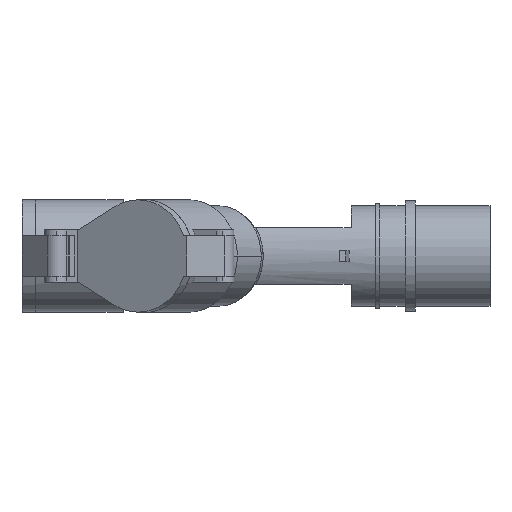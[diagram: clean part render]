
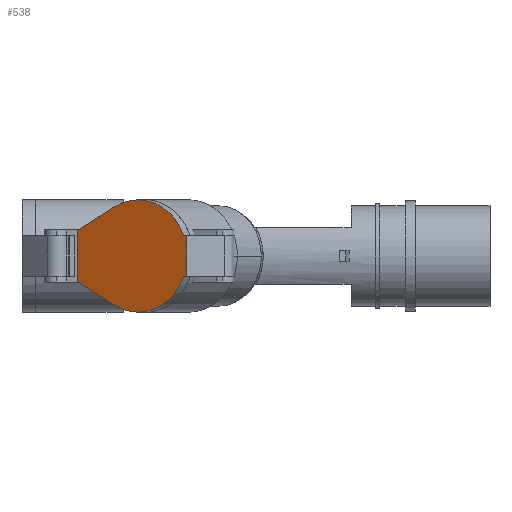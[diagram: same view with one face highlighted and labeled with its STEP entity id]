
A CAD part, left-side view. The second image highlights one B-rep face of the part: STEP entity #538.
In plain terms, the highlighted planar face has unit normal (-0.866, 0.5, 0).
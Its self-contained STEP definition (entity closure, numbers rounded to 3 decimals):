
#332 = CARTESIAN_POINT ( 'NONE',  ( -91.854, 183.574, 24.139 ) ) ;
#396 = CARTESIAN_POINT ( 'NONE',  ( -91.854, 183.574, -24.139 ) ) ;
#465 = VERTEX_POINT ( 'NONE', #3420 ) ;
#538 = ADVANCED_FACE ( 'NONE', ( #9688 ), #5837, .T. ) ;
#630 = CARTESIAN_POINT ( 'NONE',  ( -111.25, 149.98, 10. ) ) ;
#1066 = EDGE_CURVE ( 'NONE', #8133, #5024, #5689, .T. ) ;
#1153 = CARTESIAN_POINT ( 'NONE',  ( -112.191, 148.349, 38.933 ) ) ;
#1439 = CARTESIAN_POINT ( 'NONE',  ( -48.502, 258.663, 10. ) ) ;
#1737 = VERTEX_POINT ( 'NONE', #630 ) ;
#1763 = CARTESIAN_POINT ( 'NONE',  ( -81.191, 202.043, 12.5 ) ) ;
#1905 = VECTOR ( 'NONE', #2647, 1000. ) ;
#1986 = DIRECTION ( 'NONE',  ( -0.866, 0.5, 0. ) ) ;
#2260 = AXIS2_PLACEMENT_3D ( 'NONE', #8190, #3524, #8952 ) ;
#2330 = EDGE_CURVE ( 'NONE', #1737, #465, #8080, .T. ) ;
#2341 = ORIENTED_EDGE ( 'NONE', *, *, #5298, .T. ) ;
#2647 = DIRECTION ( 'NONE',  ( 0., 0., -1. ) ) ;
#3000 = AXIS2_PLACEMENT_3D ( 'NONE', #6602, #1986, #7367 ) ;
#3286 = DIRECTION ( 'NONE',  ( 0., 0., -1. ) ) ;
#3377 = VECTOR ( 'NONE', #3286, 1000. ) ;
#3420 = CARTESIAN_POINT ( 'NONE',  ( -112.191, 148.349, 10. ) ) ;
#3524 = DIRECTION ( 'NONE',  ( -0.866, 0.5, 0. ) ) ;
#3707 = ORIENTED_EDGE ( 'NONE', *, *, #8508, .F. ) ;
#3837 = CARTESIAN_POINT ( 'NONE',  ( -98.441, 172.165, 0. ) ) ;
#4146 = EDGE_LOOP ( 'NONE', ( #5046, #2341, #7685, #7827, #3707, #5113, #7539, #4893 ) ) ;
#4610 = VECTOR ( 'NONE', #7280, 1000. ) ;
#4614 = CARTESIAN_POINT ( 'NONE',  ( -91.854, 183.574, 24.139 ) ) ;
#4616 = DIRECTION ( 'NONE',  ( -0.5, -0.866, 0. ) ) ;
#4815 = EDGE_CURVE ( 'NONE', #465, #7766, #8310, .T. ) ;
#4893 = ORIENTED_EDGE ( 'NONE', *, *, #4815, .F. ) ;
#5024 = VERTEX_POINT ( 'NONE', #7799 ) ;
#5046 = ORIENTED_EDGE ( 'NONE', *, *, #2330, .F. ) ;
#5113 = ORIENTED_EDGE ( 'NONE', *, *, #8707, .T. ) ;
#5298 = EDGE_CURVE ( 'NONE', #1737, #8496, #8068, .T. ) ;
#5689 = LINE ( 'NONE', #1763, #3377 ) ;
#5786 = DIRECTION ( 'NONE',  ( 0.439, 0.76, 0.479 ) ) ;
#5827 = CARTESIAN_POINT ( 'NONE',  ( -81.191, 202.043, 12.5 ) ) ;
#5837 = PLANE ( 'NONE',  #2260 ) ;
#6084 = EDGE_CURVE ( 'NONE', #8496, #8133, #6089, .T. ) ;
#6089 = LINE ( 'NONE', #4614, #7934 ) ;
#6261 = CARTESIAN_POINT ( 'NONE',  ( -91.854, 183.574, -24.139 ) ) ;
#6297 = CIRCLE ( 'NONE', #6623, 27.5 ) ;
#6434 = CARTESIAN_POINT ( 'NONE',  ( -111.25, 149.98, -10. ) ) ;
#6535 = CARTESIAN_POINT ( 'NONE',  ( -48.502, 258.663, -10. ) ) ;
#6602 = CARTESIAN_POINT ( 'NONE',  ( -98.441, 172.165, 0. ) ) ;
#6623 = AXIS2_PLACEMENT_3D ( 'NONE', #3837, #9269, #4616 ) ;
#6677 = LINE ( 'NONE', #6535, #4610 ) ;
#6882 = CARTESIAN_POINT ( 'NONE',  ( -112.191, 148.349, -10. ) ) ;
#7190 = EDGE_CURVE ( 'NONE', #9749, #7766, #6677, .T. ) ;
#7280 = DIRECTION ( 'NONE',  ( -0.5, -0.866, 0. ) ) ;
#7367 = DIRECTION ( 'NONE',  ( -0.5, -0.866, 0. ) ) ;
#7511 = LINE ( 'NONE', #396, #9812 ) ;
#7539 = ORIENTED_EDGE ( 'NONE', *, *, #7190, .T. ) ;
#7685 = ORIENTED_EDGE ( 'NONE', *, *, #6084, .T. ) ;
#7766 = VERTEX_POINT ( 'NONE', #6882 ) ;
#7799 = CARTESIAN_POINT ( 'NONE',  ( -81.191, 202.043, -12.5 ) ) ;
#7827 = ORIENTED_EDGE ( 'NONE', *, *, #1066, .T. ) ;
#7831 = VECTOR ( 'NONE', #8421, 1000. ) ;
#7934 = VECTOR ( 'NONE', #10036, 1000. ) ;
#8068 = CIRCLE ( 'NONE', #3000, 27.5 ) ;
#8080 = LINE ( 'NONE', #1439, #7831 ) ;
#8133 = VERTEX_POINT ( 'NONE', #5827 ) ;
#8190 = CARTESIAN_POINT ( 'NONE',  ( -98.441, 172.165, 0. ) ) ;
#8310 = LINE ( 'NONE', #1153, #1905 ) ;
#8421 = DIRECTION ( 'NONE',  ( -0.5, -0.866, 0. ) ) ;
#8496 = VERTEX_POINT ( 'NONE', #332 ) ;
#8508 = EDGE_CURVE ( 'NONE', #9600, #5024, #7511, .T. ) ;
#8707 = EDGE_CURVE ( 'NONE', #9600, #9749, #6297, .T. ) ;
#8952 = DIRECTION ( 'NONE',  ( -0.5, -0.866, 0. ) ) ;
#9269 = DIRECTION ( 'NONE',  ( -0.866, 0.5, 0. ) ) ;
#9600 = VERTEX_POINT ( 'NONE', #6261 ) ;
#9688 = FACE_OUTER_BOUND ( 'NONE', #4146, .T. ) ;
#9749 = VERTEX_POINT ( 'NONE', #6434 ) ;
#9812 = VECTOR ( 'NONE', #5786, 1000. ) ;
#10036 = DIRECTION ( 'NONE',  ( 0.439, 0.76, -0.479 ) ) ;
